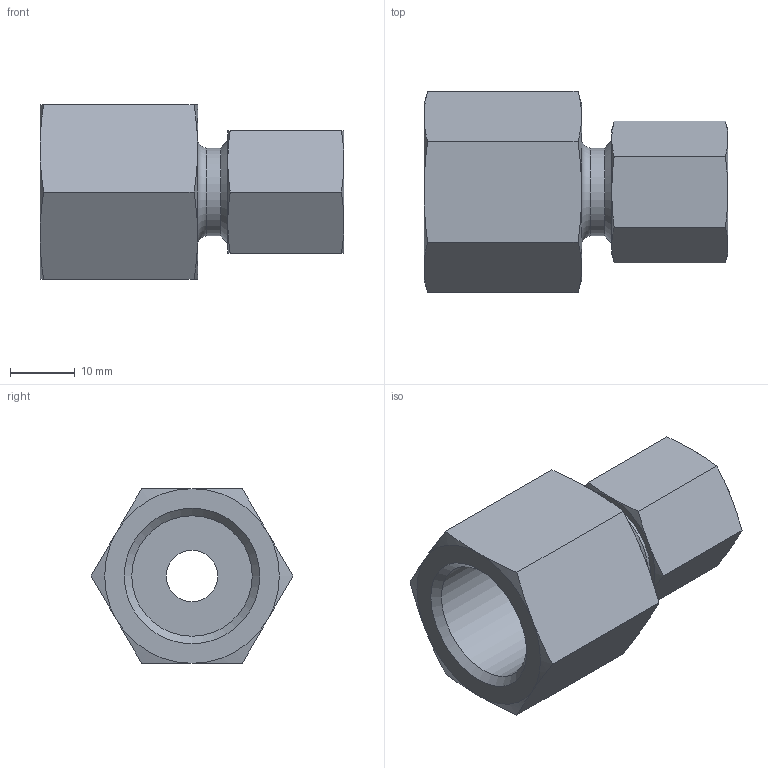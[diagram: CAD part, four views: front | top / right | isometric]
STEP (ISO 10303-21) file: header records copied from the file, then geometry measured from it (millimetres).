
FILE_DESCRIPTION(( 'OX.13.10.12.stp' ), '1');
FILE_NAME( 'OX.13.10.12.stp', '2021-02-25T09:13:39',( 'Sopra'),('sopra-pneumatic.com'), 'SwSTEP 2.0','SolidWorks 2009','' );
FILE_SCHEMA( ( 'CONFIG_CONTROL_DESIGN' ) );
Length unit declared in the file: millimetre
Products named in the file (1): _NC-GAV-10LR 1.2 718.1201.285.20
Bounding box: 47 x 31.18 x 27 mm (x, y, z)
Volume: 14162.7 mm3; surface area: 7045.8 mm2
Topology: 1 solids, 1 shells, 52 faces, 108 edges, 62 vertices
Faces by surface type: cone 28, plane 18, cylinder 5, torus 1
Full cylindrical faces by diameter (mm): 8 x1, 10 x1, 13.6 x1, 15.8 x1, 18.631 x1
Entity records: 1492 total; most frequent: CARTESIAN_POINT 453, ORIENTED_EDGE 196, DIRECTION 194, EDGE_CURVE 98, AXIS2_PLACEMENT_3D 91, EDGE_LOOP 68, VERTEX_POINT 62, FACE_OUTER_BOUND 58
